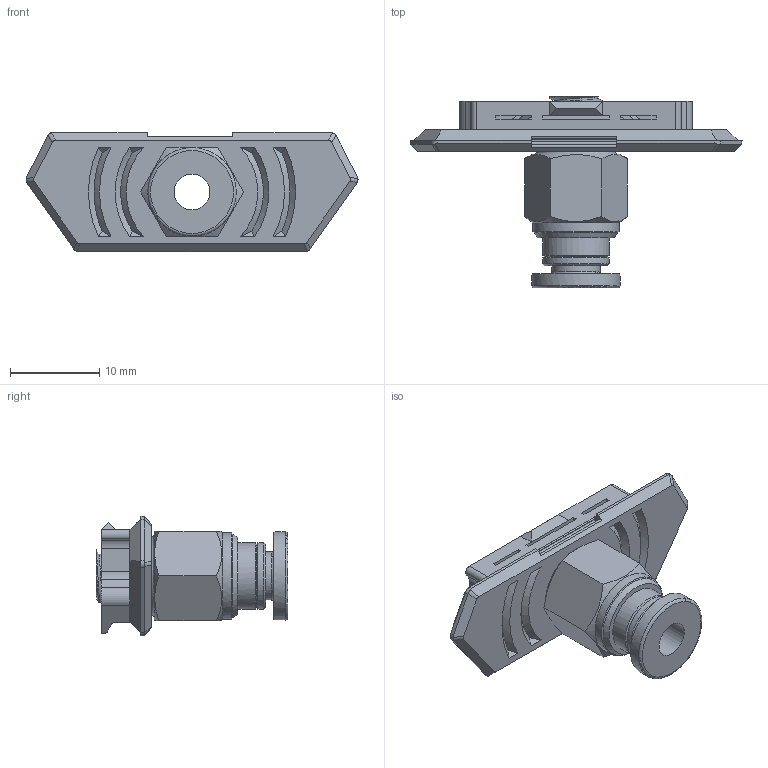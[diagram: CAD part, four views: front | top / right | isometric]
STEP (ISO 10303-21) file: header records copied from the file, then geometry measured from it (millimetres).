
FILE_DESCRIPTION(/* description */ (''),/* implementation_level */ '2;1');
FILE_NAME(/* name */ 'PC6_Bottom_Bowden.step',/* time_stamp */ '2025-03-30T15:20:03+02:00',/* author */ (''),/* organization */ (''),/* preprocessor_version */ 'ST-DEVELOPER v20.1',/* originating_system */ 'Autodesk Translation Framework v14.4.0.0',/* authorisation */ '');
FILE_SCHEMA (('AUTOMOTIVE_DESIGN { 1 0 10303 214 3 1 1 }'));
Length unit declared in the file: millimetre
Products named in the file (2): PC6_Bowden (1) (1); M6_Pneumatic_Fitting_PC4 (2) (1)
Assembly tree (1 placements, depth 2):
  PC6_Bowden (1) (1)
    M6_Pneumatic_Fitting_PC4 (2) (1)
Bounding box: 37.23 x 21.5 x 13.38 mm (x, y, z)
Volume: 2231.3 mm3; surface area: 2753.1 mm2
Topology: 2 solids, 2 shells, 212 faces, 563 edges, 361 vertices
Faces by surface type: plane 106, cylinder 63, cone 29, bspline 11, torus 3
Full cylindrical faces by diameter (mm): 3.4 x2, 4 x1, 4.917 x3, 5.4 x1, 6 x3, 6.447 x3, 7.5 x2, 8.6 x1, 8.8 x2, 9.7 x1, 9.9 x1
Entity records: 10397 total; most frequent: CARTESIAN_POINT 5188, ORIENTED_EDGE 1118, DIRECTION 1013, EDGE_CURVE 559, VERTEX_POINT 361, AXIS2_PLACEMENT_3D 355, LINE 303, VECTOR 303
